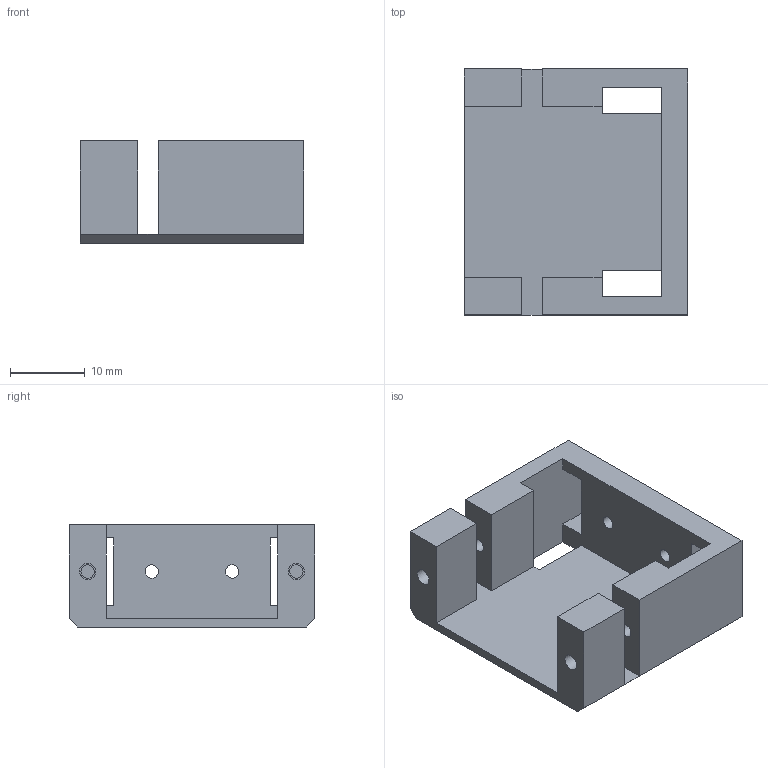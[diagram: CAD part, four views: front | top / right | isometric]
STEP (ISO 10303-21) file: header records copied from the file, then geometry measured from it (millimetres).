
FILE_DESCRIPTION(('FreeCAD Model'),'2;1');
FILE_NAME('generic_servo_bracket.step','2020-01-27T05:10:13',( 'Author'),(''),'Open CASCADE STEP processor 7.3','FreeCAD','Unknown' );
FILE_SCHEMA(('AUTOMOTIVE_DESIGN { 1 0 10303 214 1 1 1 1 }'));
Length unit declared in the file: millimetre
Products named in the file (1): GENERIC_SERVO_BRACKET
Bounding box: 30 x 33 x 13.7 mm (x, y, z)
Volume: 4656.5 mm3; surface area: 4739.3 mm2
Topology: 1 solids, 1 shells, 48 faces, 140 edges, 92 vertices
Faces by surface type: plane 36, cylinder 12
Entity records: 3473 total; most frequent: CARTESIAN_POINT 609, DIRECTION 534, LINE 372, VECTOR 372, ORIENTED_EDGE 280, PCURVE 280, DEFINITIONAL_REPRESENTATION 280, EDGE_CURVE 140
